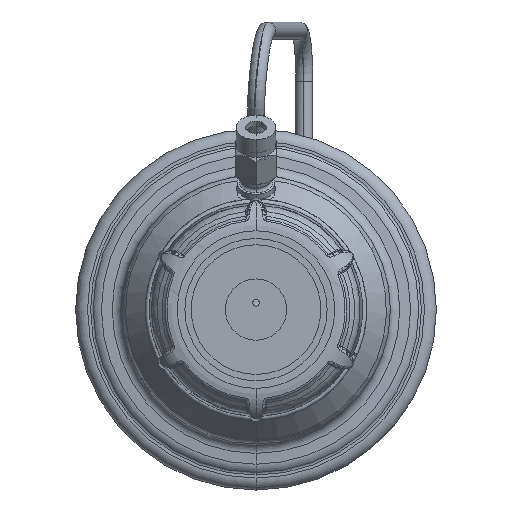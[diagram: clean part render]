
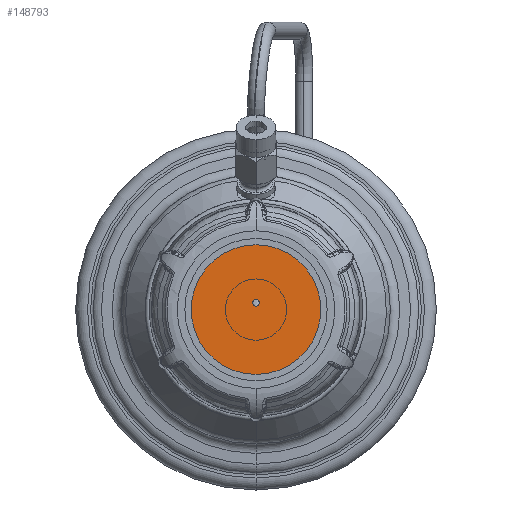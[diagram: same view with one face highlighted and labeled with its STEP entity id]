
A CAD part, front view. The second image highlights one B-rep face of the part: STEP entity #148793.
In plain terms, the highlighted planar face has unit normal (0, -1, 0).
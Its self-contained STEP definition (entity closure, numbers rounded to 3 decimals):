
#92798=CARTESIAN_POINT('',(0.,-300.539,0.));
#92799=DIRECTION('',(0.,1.,0.));
#92800=DIRECTION('',(1.,0.,0.));
#92801=AXIS2_PLACEMENT_3D('',#92798,#92799,#92800);
#92803=CARTESIAN_POINT('',(0.,-300.539,0.));
#92804=DIRECTION('',(0.,1.,0.));
#92805=DIRECTION('',(-1.,0.,0.));
#92806=AXIS2_PLACEMENT_3D('',#92803,#92804,#92805);
#92808=CARTESIAN_POINT('',(0.,-300.539,2.));
#92809=DIRECTION('',(0.,-1.,0.));
#92810=DIRECTION('',(1.,0.,0.));
#92811=AXIS2_PLACEMENT_3D('',#92808,#92809,#92810);
#92813=CARTESIAN_POINT('',(0.,-300.539,2.));
#92814=DIRECTION('',(0.,-1.,0.));
#92815=DIRECTION('',(-1.,0.,0.));
#92816=AXIS2_PLACEMENT_3D('',#92813,#92814,#92815);
#118458=CARTESIAN_POINT('',(19.05,-300.539,0.));
#118459=CARTESIAN_POINT('',(-19.05,-300.539,0.));
#118460=VERTEX_POINT('',#118458);
#118461=VERTEX_POINT('',#118459);
#118462=CARTESIAN_POINT('',(1.,-300.539,2.));
#118463=CARTESIAN_POINT('',(-1.,-300.539,2.));
#118464=VERTEX_POINT('',#118462);
#118465=VERTEX_POINT('',#118463);
#148778=CARTESIAN_POINT('',(0.,-300.539,0.));
#148779=DIRECTION('',(0.,1.,0.));
#148780=DIRECTION('',(1.,0.,0.));
#148781=AXIS2_PLACEMENT_3D('',#148778,#148779,#148780);
#148782=PLANE('',#148781);
#148783=ORIENTED_EDGE('',*,*,#148758,.T.);
#148784=ORIENTED_EDGE('',*,*,#148772,.T.);
#148785=EDGE_LOOP('',(#148783,#148784));
#148786=FACE_OUTER_BOUND('',#148785,.F.);
#148788=ORIENTED_EDGE('',*,*,#148787,.T.);
#148790=ORIENTED_EDGE('',*,*,#148789,.T.);
#148791=EDGE_LOOP('',(#148788,#148790));
#148792=FACE_BOUND('',#148791,.F.);
#148793=ADVANCED_FACE('',(#148786,#148792),#148782,.F.);
#92802=CIRCLE('',#92801,19.05);
#92807=CIRCLE('',#92806,19.05);
#92812=CIRCLE('',#92811,1.);
#92817=CIRCLE('',#92816,1.);
#148758=EDGE_CURVE('',#118460,#118461,#92802,.T.);
#148772=EDGE_CURVE('',#118461,#118460,#92807,.T.);
#148787=EDGE_CURVE('',#118464,#118465,#92812,.T.);
#148789=EDGE_CURVE('',#118465,#118464,#92817,.T.);
